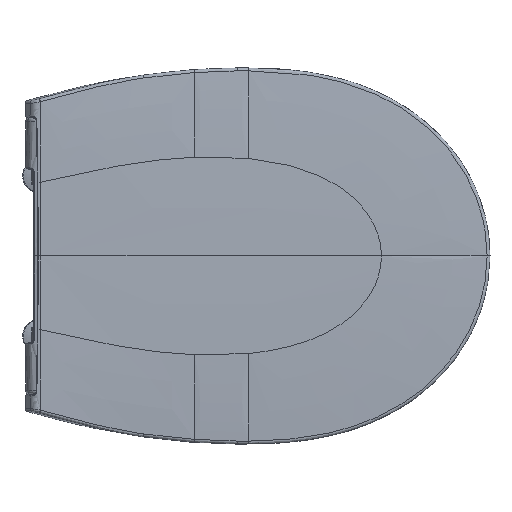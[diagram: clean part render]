
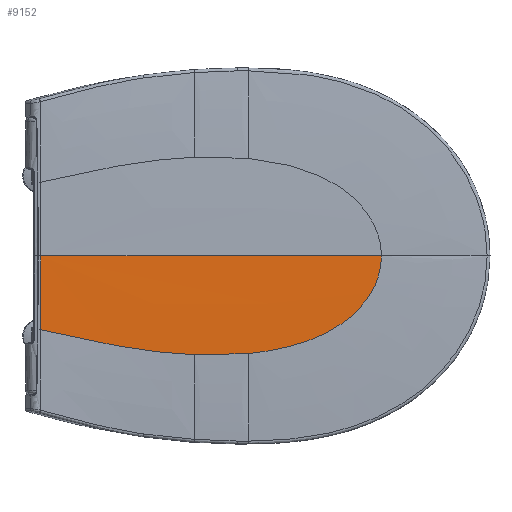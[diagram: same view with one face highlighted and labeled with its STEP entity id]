
A CAD part, top view. The second image highlights one B-rep face of the part: STEP entity #9152.
In plain terms, the highlighted free-form (B-spline) face has degree [3, 3] with [4, 5] control points.
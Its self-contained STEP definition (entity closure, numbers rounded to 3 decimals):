
#3020=ORIENTED_EDGE('',*,*,#4856,.F.);
#3021=ORIENTED_EDGE('',*,*,#4839,.T.);
#3022=ORIENTED_EDGE('',*,*,#4836,.T.);
#3023=ORIENTED_EDGE('',*,*,#4838,.T.);
#3024=ORIENTED_EDGE('',*,*,#4841,.T.);
#4836=EDGE_CURVE('',#6007,#6020,#7220,.F.);
#4838=EDGE_CURVE('',#6020,#6021,#7222,.F.);
#4839=EDGE_CURVE('',#6022,#6007,#7223,.F.);
#4841=EDGE_CURVE('',#6021,#6023,#7225,.F.);
#4856=EDGE_CURVE('',#6022,#6023,#7240,.T.);
#6007=VERTEX_POINT('',#43534);
#6020=VERTEX_POINT('',#44492);
#6021=VERTEX_POINT('',#44604);
#6022=VERTEX_POINT('',#44710);
#6023=VERTEX_POINT('',#44788);
#7220=B_SPLINE_CURVE_WITH_KNOTS('',3,(#44493,#44494,#44495,#44496,#44497,
#44498,#44499),.UNSPECIFIED.,.F.,.F.,(4,1,1,1,4),(0.,0.25,0.5,0.75,1.),
 .UNSPECIFIED.);
#7222=B_SPLINE_CURVE_WITH_KNOTS('',3,(#44605,#44606,#44607,#44608),
 .UNSPECIFIED.,.F.,.F.,(4,4),(0.,1.),.UNSPECIFIED.);
#7223=B_SPLINE_CURVE_WITH_KNOTS('',3,(#44675,#44676,#44677,#44678,#44679,
#44680,#44681,#44682,#44683,#44684,#44685,#44686,#44687,#44688,#44689,#44690,
#44691,#44692,#44693,#44694,#44695,#44696,#44697,#44698,#44699,#44700,#44701,
#44702,#44703,#44704,#44705,#44706,#44707,#44708,#44709),.UNSPECIFIED.,
 .F.,.F.,(4,1,1,1,1,1,1,1,1,1,1,1,1,1,1,1,1,1,1,1,1,1,1,1,1,1,1,1,1,1,1,
1,4),(0.,0.125,0.188,0.25,0.313,0.344,0.375,0.406,0.438,0.453,
0.469,0.477,0.484,0.492,0.496,0.498,0.5,0.502,
0.504,0.508,0.516,0.523,0.531,0.547,0.563,0.594,
0.625,0.656,0.688,0.75,0.813,0.875,1.),.UNSPECIFIED.);
#7225=B_SPLINE_CURVE_WITH_KNOTS('',3,(#44777,#44778,#44779,#44780,#44781,
#44782,#44783,#44784,#44785,#44786,#44787),.UNSPECIFIED.,.F.,.F.,(4,1,1,
1,1,1,1,1,4),(0.,0.125,0.25,0.375,0.5,0.625,0.75,0.875,1.),
 .UNSPECIFIED.);
#7240=B_SPLINE_CURVE_WITH_KNOTS('',3,(#45699,#45700,#45701,#45702),
 .UNSPECIFIED.,.F.,.F.,(4,4),(0.,1.),.UNSPECIFIED.);
#7696=EDGE_LOOP('',(#3020,#3021,#3022,#3023,#3024));
#8266=FACE_BOUND('',#7696,.T.);
#8768=B_SPLINE_SURFACE_WITH_KNOTS('',3,3,((#45679,#45680,#45681,#45682,
#45683),(#45684,#45685,#45686,#45687,#45688),(#45689,#45690,#45691,#45692,
#45693),(#45694,#45695,#45696,#45697,#45698)),.UNSPECIFIED.,.F.,.F.,.F.,
(4,4),(4,1,4),(0.,0.998),(-0.005,0.43,
0.865),.UNSPECIFIED.);
#9152=ADVANCED_FACE('',(#8266),#8768,.T.);
#43534=CARTESIAN_POINT('',(-451.619,-366.61,312.062));
#44492=CARTESIAN_POINT('',(-303.369,-390.884,306.16));
#44493=CARTESIAN_POINT('',(-303.369,-390.884,306.159));
#44494=CARTESIAN_POINT('',(-315.896,-390.353,306.661));
#44495=CARTESIAN_POINT('',(-340.889,-388.246,307.683));
#44496=CARTESIAN_POINT('',(-378.049,-382.529,309.215));
#44497=CARTESIAN_POINT('',(-414.924,-375.023,310.692));
#44498=CARTESIAN_POINT('',(-439.303,-369.437,311.613));
#44499=CARTESIAN_POINT('',(-451.619,-366.61,312.062));
#44604=CARTESIAN_POINT('',(-251.203,-389.713,304.151));
#44605=CARTESIAN_POINT('',(-251.203,-389.713,304.151));
#44606=CARTESIAN_POINT('',(-268.538,-391.385,304.785));
#44607=CARTESIAN_POINT('',(-285.972,-391.62,305.462));
#44608=CARTESIAN_POINT('',(-303.369,-390.884,306.159));
#44675=CARTESIAN_POINT('',(-451.619,-366.61,312.062));
#44676=CARTESIAN_POINT('',(-451.62,-362.562,312.068));
#44677=CARTESIAN_POINT('',(-451.621,-356.491,312.075));
#44678=CARTESIAN_POINT('',(-451.623,-348.4,312.084));
#44679=CARTESIAN_POINT('',(-451.623,-342.333,312.09));
#44680=CARTESIAN_POINT('',(-451.624,-337.277,312.095));
#44681=CARTESIAN_POINT('',(-451.624,-333.232,312.098));
#44682=CARTESIAN_POINT('',(-451.625,-330.198,312.1));
#44683=CARTESIAN_POINT('',(-451.625,-327.163,312.102));
#44684=CARTESIAN_POINT('',(-451.625,-324.634,312.104));
#44685=CARTESIAN_POINT('',(-451.625,-322.611,312.105));
#44686=CARTESIAN_POINT('',(-451.625,-321.346,312.105));
#44687=CARTESIAN_POINT('',(-451.625,-320.335,312.106));
#44688=CARTESIAN_POINT('',(-451.625,-319.574,312.106));
#44689=CARTESIAN_POINT('',(-451.625,-318.946,312.106));
#44690=CARTESIAN_POINT('',(-451.625,-318.496,312.107));
#44691=CARTESIAN_POINT('',(-451.625,-318.255,312.107));
#44692=CARTESIAN_POINT('',(-451.626,-318.029,312.107));
#44693=CARTESIAN_POINT('',(-451.626,-317.977,312.107));
#44694=CARTESIAN_POINT('',(-451.626,-317.847,312.107));
#44695=CARTESIAN_POINT('',(-451.626,-317.648,312.107));
#44696=CARTESIAN_POINT('',(-451.626,-317.348,312.107));
#44697=CARTESIAN_POINT('',(-451.626,-316.995,312.107));
#44698=CARTESIAN_POINT('',(-451.626,-316.522,312.108));
#44699=CARTESIAN_POINT('',(-451.626,-315.932,312.108));
#44700=CARTESIAN_POINT('',(-451.626,-314.987,312.108));
#44701=CARTESIAN_POINT('',(-451.626,-313.806,312.109));
#44702=CARTESIAN_POINT('',(-451.626,-312.389,312.109));
#44703=CARTESIAN_POINT('',(-451.626,-310.971,312.109));
#44704=CARTESIAN_POINT('',(-451.626,-309.082,312.11));
#44705=CARTESIAN_POINT('',(-451.626,-306.72,312.111));
#44706=CARTESIAN_POINT('',(-451.626,-303.886,312.111));
#44707=CARTESIAN_POINT('',(-451.625,-300.109,312.112));
#44708=CARTESIAN_POINT('',(-451.625,-297.277,312.112));
#44709=CARTESIAN_POINT('',(-451.625,-295.39,312.112));
#44710=CARTESIAN_POINT('',(-451.625,-295.39,312.112));
#44777=CARTESIAN_POINT('',(-122.448,-295.391,300.361));
#44778=CARTESIAN_POINT('',(-122.448,-302.672,300.361));
#44779=CARTESIAN_POINT('',(-125.,-317.215,300.419));
#44780=CARTESIAN_POINT('',(-135.203,-336.773,300.651));
#44781=CARTESIAN_POINT('',(-149.978,-353.062,301.003));
#44782=CARTESIAN_POINT('',(-167.764,-365.897,301.462));
#44783=CARTESIAN_POINT('',(-187.416,-375.545,302.017));
#44784=CARTESIAN_POINT('',(-208.17,-382.458,302.658));
#44785=CARTESIAN_POINT('',(-229.524,-387.114,303.371));
#44786=CARTESIAN_POINT('',(-243.953,-389.013,303.885));
#44787=CARTESIAN_POINT('',(-251.203,-389.713,304.151));
#44788=CARTESIAN_POINT('',(-122.448,-295.391,300.361));
#45679=CARTESIAN_POINT('',(-120.514,-294.879,300.284));
#45680=CARTESIAN_POINT('',(-120.514,-309.228,300.286));
#45681=CARTESIAN_POINT('',(-120.521,-340.134,300.126));
#45682=CARTESIAN_POINT('',(-120.547,-374.518,299.482));
#45683=CARTESIAN_POINT('',(-120.567,-392.344,298.999));
#45684=CARTESIAN_POINT('',(-230.08,-294.856,304.654));
#45685=CARTESIAN_POINT('',(-230.08,-309.855,304.657));
#45686=CARTESIAN_POINT('',(-230.079,-340.886,304.47));
#45687=CARTESIAN_POINT('',(-230.077,-374.524,303.771));
#45688=CARTESIAN_POINT('',(-230.078,-392.129,303.262));
#45689=CARTESIAN_POINT('',(-346.732,-294.857,308.803));
#45690=CARTESIAN_POINT('',(-346.732,-309.838,308.805));
#45691=CARTESIAN_POINT('',(-346.729,-340.786,308.689));
#45692=CARTESIAN_POINT('',(-346.722,-374.239,308.189));
#45693=CARTESIAN_POINT('',(-346.718,-391.724,307.806));
#45694=CARTESIAN_POINT('',(-453.533,-294.857,312.172));
#45695=CARTESIAN_POINT('',(-453.533,-309.832,312.172));
#45696=CARTESIAN_POINT('',(-453.529,-340.751,312.162));
#45697=CARTESIAN_POINT('',(-453.517,-374.143,312.124));
#45698=CARTESIAN_POINT('',(-453.509,-391.591,312.096));
#45699=CARTESIAN_POINT('',(-451.625,-295.39,312.112));
#45700=CARTESIAN_POINT('',(-345.973,-295.39,308.774));
#45701=CARTESIAN_POINT('',(-230.799,-295.39,304.677));
#45702=CARTESIAN_POINT('',(-122.448,-295.391,300.361));
